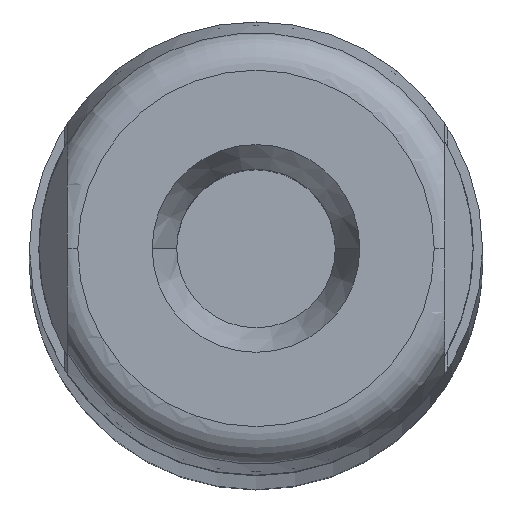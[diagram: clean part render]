
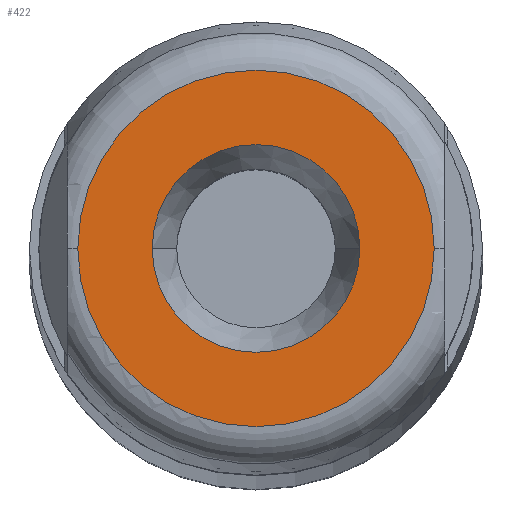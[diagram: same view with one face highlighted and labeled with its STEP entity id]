
A CAD part, top view. The second image highlights one B-rep face of the part: STEP entity #422.
In plain terms, the highlighted planar face has unit normal (0, 0, 1).
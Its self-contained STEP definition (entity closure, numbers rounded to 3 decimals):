
#36 = CARTESIAN_POINT ( 'NONE',  ( -2.75, 0., 0. ) ) ;
#37 = EDGE_CURVE ( 'NONE', #2602, #568, #2579, .T. ) ;
#113 = VERTEX_POINT ( 'NONE', #36 ) ;
#322 = EDGE_LOOP ( 'NONE', ( #554, #1877 ) ) ;
#346 = CIRCLE ( 'NONE', #730, 4.72 ) ;
#391 = EDGE_CURVE ( 'NONE', #1755, #113, #553, .T. ) ;
#422 = ADVANCED_FACE ( 'NONE', ( #2216, #874 ), #2653, .F. ) ;
#439 = DIRECTION ( 'NONE',  ( 0., 0., 1. ) ) ;
#552 = CARTESIAN_POINT ( 'NONE',  ( 0., 0., 0. ) ) ;
#553 = CIRCLE ( 'NONE', #1047, 2.75 ) ;
#554 = ORIENTED_EDGE ( 'NONE', *, *, #391, .F. ) ;
#568 = VERTEX_POINT ( 'NONE', #2814 ) ;
#589 = AXIS2_PLACEMENT_3D ( 'NONE', #2175, #439, #875 ) ;
#730 = AXIS2_PLACEMENT_3D ( 'NONE', #552, #1881, #1451 ) ;
#833 = ORIENTED_EDGE ( 'NONE', *, *, #37, .T. ) ;
#859 = CARTESIAN_POINT ( 'NONE',  ( 0., 0., 0. ) ) ;
#874 = FACE_OUTER_BOUND ( 'NONE', #933, .T. ) ;
#875 = DIRECTION ( 'NONE',  ( 1., 0., 0. ) ) ;
#933 = EDGE_LOOP ( 'NONE', ( #833, #1266 ) ) ;
#1019 = CARTESIAN_POINT ( 'NONE',  ( 0., 0., 0. ) ) ;
#1047 = AXIS2_PLACEMENT_3D ( 'NONE', #1019, #1745, #1300 ) ;
#1185 = AXIS2_PLACEMENT_3D ( 'NONE', #2105, #1608, #1638 ) ;
#1266 = ORIENTED_EDGE ( 'NONE', *, *, #2461, .T. ) ;
#1300 = DIRECTION ( 'NONE',  ( 1., 0., 0. ) ) ;
#1424 = AXIS2_PLACEMENT_3D ( 'NONE', #859, #2023, #1761 ) ;
#1451 = DIRECTION ( 'NONE',  ( 1., 0., 0. ) ) ;
#1608 = DIRECTION ( 'NONE',  ( 0., 0., 1. ) ) ;
#1638 = DIRECTION ( 'NONE',  ( 1., 0., 0. ) ) ;
#1745 = DIRECTION ( 'NONE',  ( 0., 0., 1. ) ) ;
#1755 = VERTEX_POINT ( 'NONE', #2051 ) ;
#1761 = DIRECTION ( 'NONE',  ( -1., 0., 0. ) ) ;
#1849 = CIRCLE ( 'NONE', #589, 2.75 ) ;
#1877 = ORIENTED_EDGE ( 'NONE', *, *, #2598, .F. ) ;
#1881 = DIRECTION ( 'NONE',  ( 0., 0., 1. ) ) ;
#2023 = DIRECTION ( 'NONE',  ( 0., 0., -1. ) ) ;
#2051 = CARTESIAN_POINT ( 'NONE',  ( 2.75, 0., 0. ) ) ;
#2105 = CARTESIAN_POINT ( 'NONE',  ( 0., 0., 0. ) ) ;
#2175 = CARTESIAN_POINT ( 'NONE',  ( 0., 0., 0. ) ) ;
#2216 = FACE_BOUND ( 'NONE', #322, .T. ) ;
#2461 = EDGE_CURVE ( 'NONE', #568, #2602, #346, .T. ) ;
#2579 = CIRCLE ( 'NONE', #1185, 4.72 ) ;
#2598 = EDGE_CURVE ( 'NONE', #113, #1755, #1849, .T. ) ;
#2602 = VERTEX_POINT ( 'NONE', #2667 ) ;
#2653 = PLANE ( 'NONE',  #1424 ) ;
#2667 = CARTESIAN_POINT ( 'NONE',  ( 4.72, 0., 0. ) ) ;
#2814 = CARTESIAN_POINT ( 'NONE',  ( -4.72, 0., 0. ) ) ;
